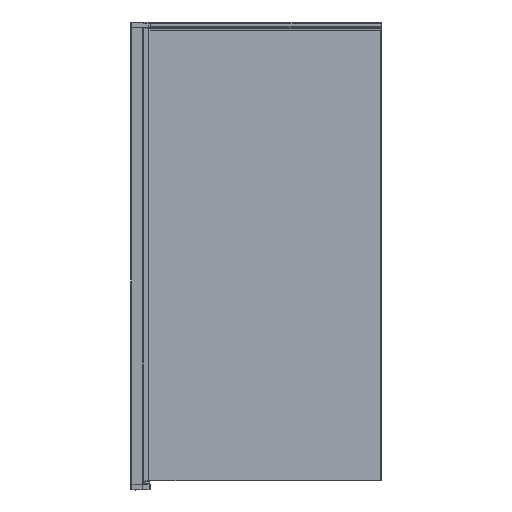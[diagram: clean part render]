
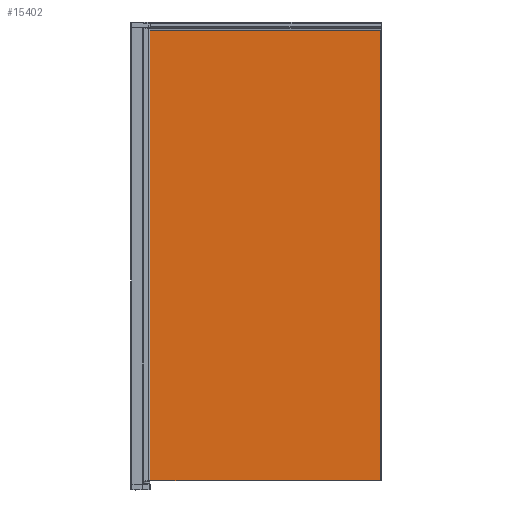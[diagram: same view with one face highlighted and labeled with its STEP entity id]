
A CAD part, front view. The second image highlights one B-rep face of the part: STEP entity #15402.
In plain terms, the highlighted face is planar.
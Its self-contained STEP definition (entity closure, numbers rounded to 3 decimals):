
#14908=CARTESIAN_POINT('',(-108.787,3.7,3.));
#14910=DIRECTION('',(1.,0.,0.));
#14911=VECTOR('',#14910,1449.083);
#14912=CARTESIAN_POINT('',(-108.787,3.7,3.));
#14913=LINE('',#14912,#14911);
#14949=DIRECTION('',(-1.,0.,0.));
#14950=VECTOR('',#14949,1449.083);
#14951=CARTESIAN_POINT('',(1340.296,756.7,3.));
#14952=LINE('',#14951,#14950);
#15048=DIRECTION('',(0.,1.,0.));
#15049=VECTOR('',#15048,753.);
#15050=CARTESIAN_POINT('',(1340.296,3.7,3.));
#15051=LINE('',#15050,#15049);
#15056=DIRECTION('',(0.,1.,0.));
#15057=VECTOR('',#15056,753.);
#15058=CARTESIAN_POINT('',(-108.787,3.7,3.));
#15059=LINE('',#15058,#15057);
#15084=VERTEX_POINT('',#14908);
#15085=CARTESIAN_POINT('',(1340.296,3.7,3.));
#15086=VERTEX_POINT('',#15085);
#15091=CARTESIAN_POINT('',(-108.787,756.7,3.));
#15092=VERTEX_POINT('',#15091);
#15102=CARTESIAN_POINT('',(1340.296,756.7,3.));
#15103=VERTEX_POINT('',#15102);
#15391=CARTESIAN_POINT('',(-109.246,3.2,3.));
#15392=DIRECTION('',(0.,0.,1.));
#15393=DIRECTION('',(1.,0.,0.));
#15394=AXIS2_PLACEMENT_3D('',#15391,#15392,#15393);
#15395=PLANE('',#15394);
#15396=ORIENTED_EDGE('',*,*,#15385,.F.);
#15397=ORIENTED_EDGE('',*,*,#15194,.F.);
#15398=ORIENTED_EDGE('',*,*,#15212,.T.);
#15399=ORIENTED_EDGE('',*,*,#15252,.F.);
#15400=EDGE_LOOP('',(#15396,#15397,#15398,#15399));
#15401=FACE_OUTER_BOUND('',#15400,.F.);
#15194=EDGE_CURVE('',#15084,#15086,#14913,.T.);
#15212=EDGE_CURVE('',#15084,#15092,#15059,.T.);
#15252=EDGE_CURVE('',#15103,#15092,#14952,.T.);
#15385=EDGE_CURVE('',#15086,#15103,#15051,.T.);
#15402=ADVANCED_FACE('',(#15401),#15395,.T.);
